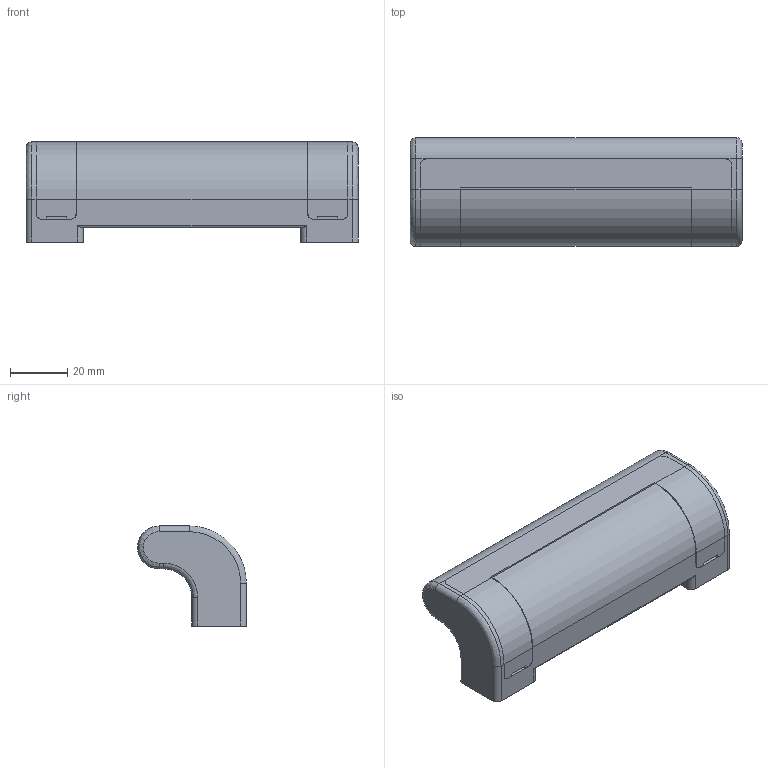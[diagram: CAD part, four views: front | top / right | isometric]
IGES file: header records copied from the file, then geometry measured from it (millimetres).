
Global section: file name: 621116.stp.ipt; native system: Autodesk Inventor 2014; preprocessor: unknown; author: zeman; date: 20151020.100102; units: millimetre
Bounding box: 116 x 38 x 35 mm (x, y, z)
Volume: 29061.4 mm3; surface area: 29204.9 mm2
Topology: 2 solids, 2 shells, 245 faces, 688 edges, 450 vertices
Faces by surface type: plane 185, cylinder 32, revolution 28
Full cylindrical faces by diameter (mm): 10 x2
